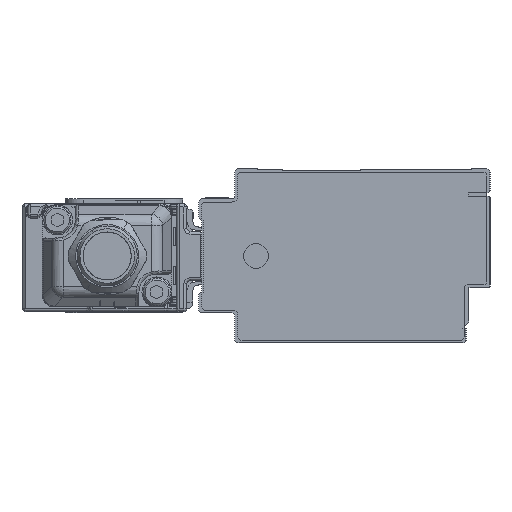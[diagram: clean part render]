
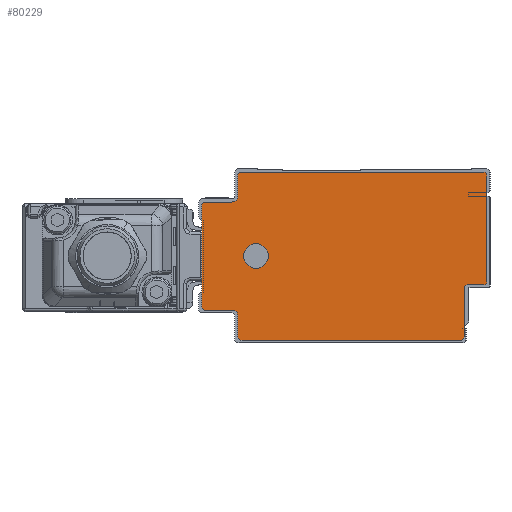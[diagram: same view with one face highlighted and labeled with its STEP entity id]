
A CAD part, left-side view. The second image highlights one B-rep face of the part: STEP entity #80229.
In plain terms, the highlighted planar face has unit normal (-1, 0, 0).
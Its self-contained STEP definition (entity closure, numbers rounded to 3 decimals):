
#78465=AXIS2_PLACEMENT_3D('Circle Axis2P3D',#78463,#78464,$) ;
#78503=AXIS2_PLACEMENT_3D('Circle Axis2P3D',#78501,#78502,$) ;
#78541=AXIS2_PLACEMENT_3D('Circle Axis2P3D',#78539,#78540,$) ;
#78579=AXIS2_PLACEMENT_3D('Circle Axis2P3D',#78577,#78578,$) ;
#80099=AXIS2_PLACEMENT_3D('Circle Axis2P3D',#80097,#80098,$) ;
#80119=AXIS2_PLACEMENT_3D('Plane Axis2P3D',#80116,#80117,#80118) ;
#80123=AXIS2_PLACEMENT_3D('Circle Axis2P3D',#80121,#80122,$) ;
#80137=AXIS2_PLACEMENT_3D('Circle Axis2P3D',#80135,#80136,$) ;
#80151=AXIS2_PLACEMENT_3D('Circle Axis2P3D',#80149,#80150,$) ;
#80165=AXIS2_PLACEMENT_3D('Circle Axis2P3D',#80163,#80164,$) ;
#80179=AXIS2_PLACEMENT_3D('Circle Axis2P3D',#80177,#80178,$) ;
#80213=AXIS2_PLACEMENT_3D('Circle Axis2P3D',#80211,#80212,$) ;
#80222=AXIS2_PLACEMENT_3D('Circle Axis2P3D',#80220,#80221,$) ;
#78421=CARTESIAN_POINT('Line Origine',(-1375.5,-3.5,19.1)) ;
#78425=CARTESIAN_POINT('Vertex',(-1375.5,-3.5,28.)) ;
#78427=CARTESIAN_POINT('Vertex',(-1375.5,-3.5,10.2)) ;
#78463=CARTESIAN_POINT('Axis2P3D Location',(-1375.5,-3.,28.)) ;
#78467=CARTESIAN_POINT('Vertex',(-1375.5,-3.,28.5)) ;
#78482=CARTESIAN_POINT('Line Origine',(-1375.5,17.25,28.5)) ;
#78486=CARTESIAN_POINT('Vertex',(-1375.5,37.5,28.5)) ;
#78501=CARTESIAN_POINT('Axis2P3D Location',(-1375.5,37.5,28.)) ;
#78505=CARTESIAN_POINT('Vertex',(-1375.5,38.,28.)) ;
#78520=CARTESIAN_POINT('Line Origine',(-1375.5,38.,26.25)) ;
#78524=CARTESIAN_POINT('Vertex',(-1375.5,38.,24.5)) ;
#78539=CARTESIAN_POINT('Axis2P3D Location',(-1375.5,39.,24.5)) ;
#78543=CARTESIAN_POINT('Vertex',(-1375.5,39.,23.5)) ;
#78558=CARTESIAN_POINT('Line Origine',(-1375.5,41.25,23.5)) ;
#78562=CARTESIAN_POINT('Vertex',(-1375.5,43.5,23.5)) ;
#78577=CARTESIAN_POINT('Axis2P3D Location',(-1375.5,43.5,23.)) ;
#78581=CARTESIAN_POINT('Vertex',(-1375.5,44.,23.)) ;
#78596=CARTESIAN_POINT('Line Origine',(-1375.5,44.,14.5)) ;
#78600=CARTESIAN_POINT('Vertex',(-1375.5,44.,6.)) ;
#80097=CARTESIAN_POINT('Axis2P3D Location',(-1375.5,-3.,10.2)) ;
#80101=CARTESIAN_POINT('Vertex',(-1375.5,-3.,9.7)) ;
#80116=CARTESIAN_POINT('Axis2P3D Location',(-1375.5,0.,0.)) ;
#80121=CARTESIAN_POINT('Axis2P3D Location',(-1375.5,43.5,6.)) ;
#80125=CARTESIAN_POINT('Vertex',(-1375.5,43.5,5.5)) ;
#80128=CARTESIAN_POINT('Line Origine',(-1375.5,41.25,5.5)) ;
#80132=CARTESIAN_POINT('Vertex',(-1375.5,39.,5.5)) ;
#80135=CARTESIAN_POINT('Axis2P3D Location',(-1375.5,39.,4.5)) ;
#80139=CARTESIAN_POINT('Vertex',(-1375.5,38.,4.5)) ;
#80142=CARTESIAN_POINT('Line Origine',(-1375.5,38.,2.75)) ;
#80146=CARTESIAN_POINT('Vertex',(-1375.5,38.,1.)) ;
#80149=CARTESIAN_POINT('Axis2P3D Location',(-1375.5,37.5,1.)) ;
#80153=CARTESIAN_POINT('Vertex',(-1375.5,37.5,0.5)) ;
#80156=CARTESIAN_POINT('Line Origine',(-1375.5,19.15,0.5)) ;
#80160=CARTESIAN_POINT('Vertex',(-1375.5,0.8,0.5)) ;
#80163=CARTESIAN_POINT('Axis2P3D Location',(-1375.5,0.8,1.)) ;
#80167=CARTESIAN_POINT('Vertex',(-1375.5,0.3,1.)) ;
#80170=CARTESIAN_POINT('Line Origine',(-1375.5,0.3,5.1)) ;
#80174=CARTESIAN_POINT('Vertex',(-1375.5,0.3,9.2)) ;
#80177=CARTESIAN_POINT('Axis2P3D Location',(-1375.5,-0.2,9.2)) ;
#80181=CARTESIAN_POINT('Vertex',(-1375.5,-0.2,9.7)) ;
#80184=CARTESIAN_POINT('Line Origine',(-1375.5,-1.6,9.7)) ;
#80211=CARTESIAN_POINT('Axis2P3D Location',(-1375.5,35.,14.5)) ;
#80215=CARTESIAN_POINT('Vertex',(-1375.5,33.186,13.509)) ;
#80217=CARTESIAN_POINT('Vertex',(-1375.5,36.814,15.491)) ;
#80220=CARTESIAN_POINT('Axis2P3D Location',(-1375.5,35.,14.5)) ;
#78422=DIRECTION('Vector Direction',(0.,0.,-1.)) ;
#78464=DIRECTION('Axis2P3D Direction',(1.,0.,0.)) ;
#78483=DIRECTION('Vector Direction',(0.,1.,0.)) ;
#78502=DIRECTION('Axis2P3D Direction',(1.,0.,0.)) ;
#78521=DIRECTION('Vector Direction',(0.,0.,1.)) ;
#78540=DIRECTION('Axis2P3D Direction',(1.,0.,0.)) ;
#78559=DIRECTION('Vector Direction',(0.,1.,0.)) ;
#78578=DIRECTION('Axis2P3D Direction',(1.,0.,0.)) ;
#78597=DIRECTION('Vector Direction',(0.,0.,1.)) ;
#80098=DIRECTION('Axis2P3D Direction',(1.,0.,0.)) ;
#80117=DIRECTION('Axis2P3D Direction',(1.,0.,0.)) ;
#80118=DIRECTION('Axis2P3D XDirection',(0.,1.,0.)) ;
#80122=DIRECTION('Axis2P3D Direction',(1.,0.,0.)) ;
#80129=DIRECTION('Vector Direction',(0.,-1.,0.)) ;
#80136=DIRECTION('Axis2P3D Direction',(1.,0.,0.)) ;
#80143=DIRECTION('Vector Direction',(0.,0.,1.)) ;
#80150=DIRECTION('Axis2P3D Direction',(1.,0.,0.)) ;
#80157=DIRECTION('Vector Direction',(0.,-1.,0.)) ;
#80164=DIRECTION('Axis2P3D Direction',(1.,0.,0.)) ;
#80171=DIRECTION('Vector Direction',(0.,0.,-1.)) ;
#80178=DIRECTION('Axis2P3D Direction',(1.,0.,0.)) ;
#80185=DIRECTION('Vector Direction',(0.,1.,0.)) ;
#80212=DIRECTION('Axis2P3D Direction',(1.,0.,0.)) ;
#80221=DIRECTION('Axis2P3D Direction',(1.,0.,0.)) ;
#78423=VECTOR('Line Direction',#78422,1.) ;
#78484=VECTOR('Line Direction',#78483,1.) ;
#78522=VECTOR('Line Direction',#78521,1.) ;
#78560=VECTOR('Line Direction',#78559,1.) ;
#78598=VECTOR('Line Direction',#78597,1.) ;
#80130=VECTOR('Line Direction',#80129,1.) ;
#80144=VECTOR('Line Direction',#80143,1.) ;
#80158=VECTOR('Line Direction',#80157,1.) ;
#80172=VECTOR('Line Direction',#80171,1.) ;
#80186=VECTOR('Line Direction',#80185,1.) ;
#80190=ORIENTED_EDGE('',*,*,#78488,.F.) ;
#80191=ORIENTED_EDGE('',*,*,#78507,.F.) ;
#80192=ORIENTED_EDGE('',*,*,#78526,.F.) ;
#80193=ORIENTED_EDGE('',*,*,#78545,.F.) ;
#80194=ORIENTED_EDGE('',*,*,#78564,.F.) ;
#80195=ORIENTED_EDGE('',*,*,#78583,.F.) ;
#80196=ORIENTED_EDGE('',*,*,#78602,.F.) ;
#80197=ORIENTED_EDGE('',*,*,#80127,.F.) ;
#80198=ORIENTED_EDGE('',*,*,#80134,.F.) ;
#80199=ORIENTED_EDGE('',*,*,#80141,.F.) ;
#80200=ORIENTED_EDGE('',*,*,#80148,.F.) ;
#80201=ORIENTED_EDGE('',*,*,#80155,.F.) ;
#80202=ORIENTED_EDGE('',*,*,#80162,.F.) ;
#80203=ORIENTED_EDGE('',*,*,#80169,.F.) ;
#80204=ORIENTED_EDGE('',*,*,#80176,.F.) ;
#80205=ORIENTED_EDGE('',*,*,#80183,.F.) ;
#80206=ORIENTED_EDGE('',*,*,#80188,.F.) ;
#80207=ORIENTED_EDGE('',*,*,#80103,.F.) ;
#80208=ORIENTED_EDGE('',*,*,#78429,.F.) ;
#80209=ORIENTED_EDGE('',*,*,#78469,.F.) ;
#80226=ORIENTED_EDGE('',*,*,#80219,.T.) ;
#80227=ORIENTED_EDGE('',*,*,#80224,.T.) ;
#80228=FACE_BOUND('',#80225,.T.) ;
#80229=ADVANCED_FACE('\X2\FF8EFF9EFF83FF9EFF68FF70\X0\.2',(#80210,#80228),#80120,.F.) ;
#78466=CIRCLE('generated circle',#78465,0.5) ;
#78504=CIRCLE('generated circle',#78503,0.5) ;
#78542=CIRCLE('generated circle',#78541,1.) ;
#78580=CIRCLE('generated circle',#78579,0.5) ;
#80100=CIRCLE('generated circle',#80099,0.5) ;
#80124=CIRCLE('generated circle',#80123,0.5) ;
#80138=CIRCLE('generated circle',#80137,1.) ;
#80152=CIRCLE('generated circle',#80151,0.5) ;
#80166=CIRCLE('generated circle',#80165,0.5) ;
#80180=CIRCLE('generated circle',#80179,0.5) ;
#80214=CIRCLE('generated circle',#80213,2.067) ;
#80223=CIRCLE('generated circle',#80222,2.067) ;
#78429=EDGE_CURVE('',#78426,#78428,#78424,.T.) ;
#78469=EDGE_CURVE('',#78468,#78426,#78466,.T.) ;
#78488=EDGE_CURVE('',#78487,#78468,#78485,.F.) ;
#78507=EDGE_CURVE('',#78506,#78487,#78504,.T.) ;
#78526=EDGE_CURVE('',#78525,#78506,#78523,.T.) ;
#78545=EDGE_CURVE('',#78544,#78525,#78542,.F.) ;
#78564=EDGE_CURVE('',#78563,#78544,#78561,.F.) ;
#78583=EDGE_CURVE('',#78582,#78563,#78580,.T.) ;
#78602=EDGE_CURVE('',#78601,#78582,#78599,.T.) ;
#80103=EDGE_CURVE('',#78428,#80102,#80100,.T.) ;
#80127=EDGE_CURVE('',#80126,#78601,#80124,.T.) ;
#80134=EDGE_CURVE('',#80133,#80126,#80131,.F.) ;
#80141=EDGE_CURVE('',#80140,#80133,#80138,.F.) ;
#80148=EDGE_CURVE('',#80147,#80140,#80145,.T.) ;
#80155=EDGE_CURVE('',#80154,#80147,#80152,.T.) ;
#80162=EDGE_CURVE('',#80161,#80154,#80159,.F.) ;
#80169=EDGE_CURVE('',#80168,#80161,#80166,.T.) ;
#80176=EDGE_CURVE('',#80175,#80168,#80173,.T.) ;
#80183=EDGE_CURVE('',#80182,#80175,#80180,.F.) ;
#80188=EDGE_CURVE('',#80102,#80182,#80187,.T.) ;
#80219=EDGE_CURVE('',#80216,#80218,#80214,.T.) ;
#80224=EDGE_CURVE('',#80218,#80216,#80223,.T.) ;
#80189=EDGE_LOOP('',(#80190,#80191,#80192,#80193,#80194,#80195,#80196,#80197,#80198,#80199,#80200,#80201,#80202,#80203,#80204,#80205,#80206,#80207,#80208,#80209)) ;
#80225=EDGE_LOOP('',(#80226,#80227)) ;
#80210=FACE_OUTER_BOUND('',#80189,.T.) ;
#78424=LINE('Line',#78421,#78423) ;
#78485=LINE('Line',#78482,#78484) ;
#78523=LINE('Line',#78520,#78522) ;
#78561=LINE('Line',#78558,#78560) ;
#78599=LINE('Line',#78596,#78598) ;
#80131=LINE('Line',#80128,#80130) ;
#80145=LINE('Line',#80142,#80144) ;
#80159=LINE('Line',#80156,#80158) ;
#80173=LINE('Line',#80170,#80172) ;
#80187=LINE('Line',#80184,#80186) ;
#80120=PLANE('Plane',#80119) ;
#78426=VERTEX_POINT('',#78425) ;
#78428=VERTEX_POINT('',#78427) ;
#78468=VERTEX_POINT('',#78467) ;
#78487=VERTEX_POINT('',#78486) ;
#78506=VERTEX_POINT('',#78505) ;
#78525=VERTEX_POINT('',#78524) ;
#78544=VERTEX_POINT('',#78543) ;
#78563=VERTEX_POINT('',#78562) ;
#78582=VERTEX_POINT('',#78581) ;
#78601=VERTEX_POINT('',#78600) ;
#80102=VERTEX_POINT('',#80101) ;
#80126=VERTEX_POINT('',#80125) ;
#80133=VERTEX_POINT('',#80132) ;
#80140=VERTEX_POINT('',#80139) ;
#80147=VERTEX_POINT('',#80146) ;
#80154=VERTEX_POINT('',#80153) ;
#80161=VERTEX_POINT('',#80160) ;
#80168=VERTEX_POINT('',#80167) ;
#80175=VERTEX_POINT('',#80174) ;
#80182=VERTEX_POINT('',#80181) ;
#80216=VERTEX_POINT('',#80215) ;
#80218=VERTEX_POINT('',#80217) ;
